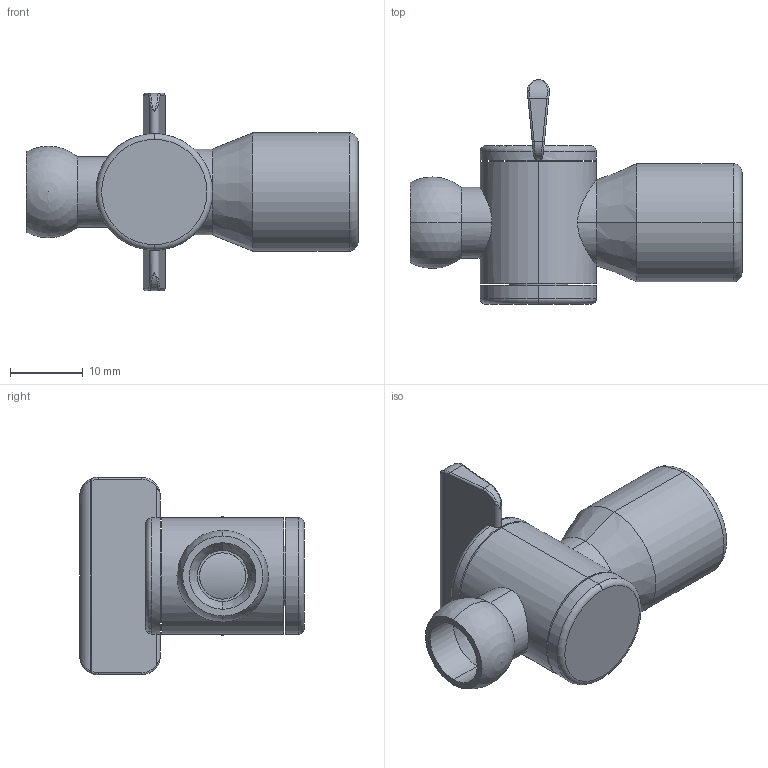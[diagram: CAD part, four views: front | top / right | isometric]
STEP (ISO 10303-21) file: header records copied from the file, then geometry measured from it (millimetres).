
FILE_DESCRIPTION (( 'STEP AP203' ), '1' );
FILE_NAME ('1-4 Female NPT Valve.STEP', '2005-02-04T21:34:29', ( 'mark lockwood' ), ( 'lockwood products inc.' ), 'SwSTEP 2.0', 'SolidWorks 2004146', '' );
FILE_SCHEMA (( 'CONFIG_CONTROL_DESIGN' ));
Length unit declared in the file: inch
Products named in the file (1): 1-4 Female NPT Valve
Bounding box: 45.62 x 30.84 x 27.13 mm (x, y, z)
Volume: 7144.6 mm3; surface area: 5540.7 mm2
Topology: 1 solids, 1 shells, 102 faces, 244 edges, 143 vertices
Faces by surface type: cylinder 41, bspline 23, cone 15, plane 15, torus 6, sphere 2
Entity records: 14221 total; most frequent: CARTESIAN_POINT 12070, ORIENTED_EDGE 462, DIRECTION 379, EDGE_CURVE 231, AXIS2_PLACEMENT_3D 160, VERTEX_POINT 140, EDGE_LOOP 111, ADVANCED_FACE 102
